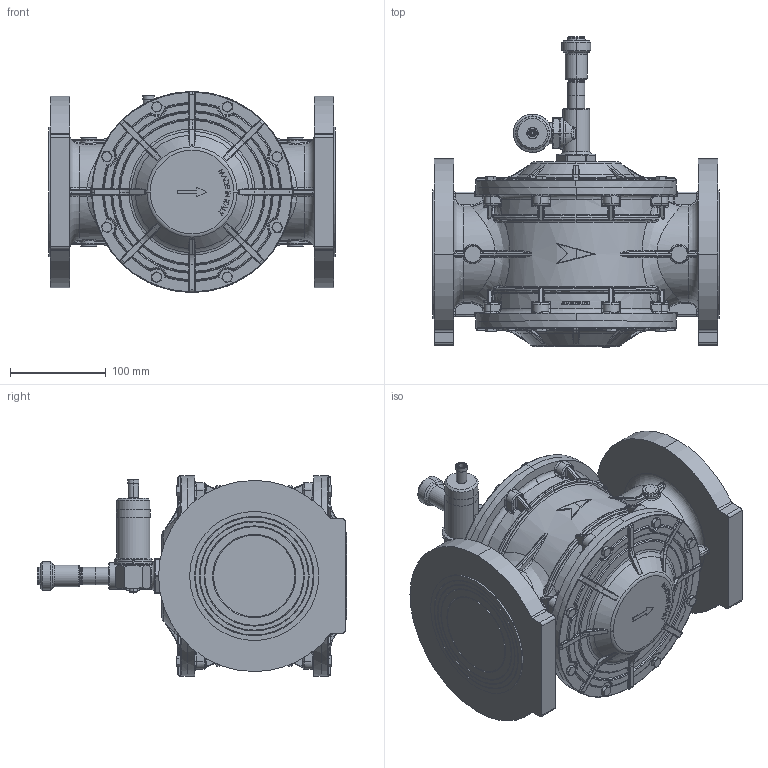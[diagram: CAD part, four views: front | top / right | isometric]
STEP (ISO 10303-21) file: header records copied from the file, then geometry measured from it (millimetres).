
FILE_DESCRIPTION (( 'STEP AP203' ), '1' );
FILE_NAME ('VIC-A-DN80.STEP', '2023-03-21T14:07:28', ( '' ), ( '' ), 'SwSTEP 2.0', 'SolidWorks 2021', '' );
FILE_SCHEMA (( 'CONFIG_CONTROL_DESIGN' ));
Products named in the file (3): Elemento soffietto2_defeature; Valvola_A300_defeature; VIC-A-DN80
Assembly tree (2 placements, depth 2):
  VIC-A-DN80
    Valvola_A300_defeature
    Elemento soffietto2_defeature
Bounding box: 300 x 324.15 x 210 mm (x, y, z)
Volume: 6950400.6 mm3; surface area: 523491.9 mm2
Topology: 8 solids, 8 shells, 3962 faces, 9384 edges, 5462 vertices
Faces by surface type: bspline 1136, plane 1091, cylinder 841, torus 553, cone 263, sphere 78
Entity records: 158449 total; most frequent: CARTESIAN_POINT 75575, ORIENTED_EDGE 18470, DIRECTION 15812, EDGE_CURVE 9235, AXIS2_PLACEMENT_3D 6494, VERTEX_POINT 5462, EDGE_LOOP 4139, FACE_OUTER_BOUND 3962
